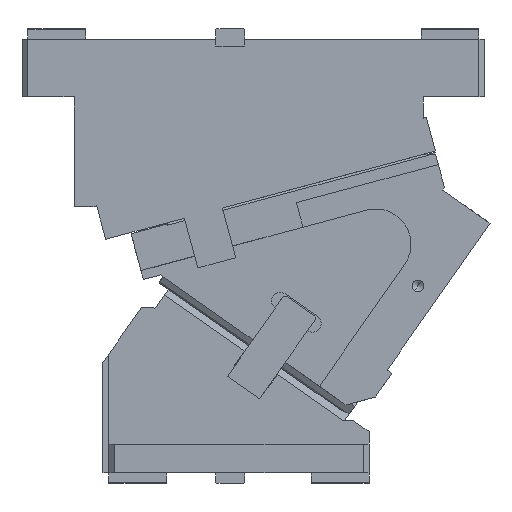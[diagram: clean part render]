
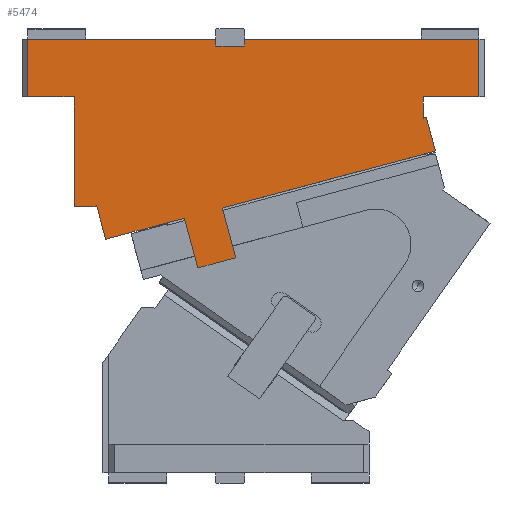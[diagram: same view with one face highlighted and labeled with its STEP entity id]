
A CAD part, front view. The second image highlights one B-rep face of the part: STEP entity #5474.
In plain terms, the highlighted planar face has unit normal (0, -1, 0).
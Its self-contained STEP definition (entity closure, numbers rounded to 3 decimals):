
#772=CARTESIAN_POINT('Vertex',(167.5,-150.,-6.)) ;
#775=CARTESIAN_POINT('Line Origine',(180.,-150.,-6.)) ;
#779=CARTESIAN_POINT('Vertex',(192.5,-150.,-6.)) ;
#805=CARTESIAN_POINT('Vertex',(192.5,-150.,0.)) ;
#813=CARTESIAN_POINT('Line Origine',(192.5,-150.,-3.)) ;
#1126=CARTESIAN_POINT('Vertex',(167.5,-150.,0.)) ;
#1129=CARTESIAN_POINT('Line Origine',(167.5,-150.,-3.)) ;
#1747=CARTESIAN_POINT('Vertex',(5.,-150.,-50.)) ;
#1750=CARTESIAN_POINT('Line Origine',(5.,-150.,-25.)) ;
#1754=CARTESIAN_POINT('Vertex',(5.,-150.,0.)) ;
#2043=CARTESIAN_POINT('Vertex',(45.,-150.,-50.)) ;
#2046=CARTESIAN_POINT('Line Origine',(25.,-150.,-50.)) ;
#2266=CARTESIAN_POINT('Line Origine',(86.25,-150.,0.)) ;
#3016=CARTESIAN_POINT('Vertex',(395.,-150.,0.)) ;
#3019=CARTESIAN_POINT('Line Origine',(395.,-150.,-25.)) ;
#3023=CARTESIAN_POINT('Vertex',(395.,-150.,-50.)) ;
#3582=CARTESIAN_POINT('Line Origine',(293.75,-150.,0.)) ;
#3787=CARTESIAN_POINT('Line Origine',(371.,-150.,-50.)) ;
#3791=CARTESIAN_POINT('Vertex',(347.,-150.,-50.)) ;
#3871=CARTESIAN_POINT('Vertex',(357.248,-150.,-96.727)) ;
#3887=CARTESIAN_POINT('Vertex',(349.483,-150.,-67.749)) ;
#3890=CARTESIAN_POINT('Line Origine',(353.366,-150.,-82.238)) ;
#3915=CARTESIAN_POINT('Vertex',(347.,-150.,-68.415)) ;
#3918=CARTESIAN_POINT('Line Origine',(348.242,-150.,-68.082)) ;
#4058=CARTESIAN_POINT('Line Origine',(347.,-150.,-59.207)) ;
#4821=CARTESIAN_POINT('Vertex',(61.18,-150.,-145.)) ;
#4824=CARTESIAN_POINT('Line Origine',(53.09,-150.,-145.)) ;
#4828=CARTESIAN_POINT('Vertex',(45.,-150.,-145.)) ;
#4879=CARTESIAN_POINT('Line Origine',(45.,-150.,-97.5)) ;
#5240=CARTESIAN_POINT('Vertex',(64.535,-150.,-144.101)) ;
#5243=CARTESIAN_POINT('Line Origine',(62.858,-150.,-144.551)) ;
#5273=CARTESIAN_POINT('Vertex',(151.915,-150.,-197.816)) ;
#5276=CARTESIAN_POINT('Line Origine',(146.156,-150.,-176.324)) ;
#5280=CARTESIAN_POINT('Vertex',(140.398,-150.,-154.832)) ;
#5395=CARTESIAN_POINT('Line Origine',(168.336,-150.,-193.416)) ;
#5399=CARTESIAN_POINT('Vertex',(184.756,-150.,-189.016)) ;
#5414=CARTESIAN_POINT('Axis2P3D Location',(0.,-150.,0.)) ;
#5419=CARTESIAN_POINT('Line Origine',(178.998,-150.,-167.524)) ;
#5423=CARTESIAN_POINT('Vertex',(173.239,-150.,-146.032)) ;
#5426=CARTESIAN_POINT('Line Origine',(265.243,-150.,-121.38)) ;
#5431=CARTESIAN_POINT('Line Origine',(68.417,-150.,-158.59)) ;
#5435=CARTESIAN_POINT('Vertex',(72.3,-150.,-173.079)) ;
#5438=CARTESIAN_POINT('Line Origine',(95.482,-150.,-166.867)) ;
#5442=CARTESIAN_POINT('Vertex',(118.664,-150.,-160.656)) ;
#5445=CARTESIAN_POINT('Line Origine',(129.531,-150.,-157.744)) ;
#776=DIRECTION('Vector Direction',(1.,0.,0.)) ;
#814=DIRECTION('Vector Direction',(0.,0.,-1.)) ;
#1130=DIRECTION('Vector Direction',(0.,0.,1.)) ;
#1751=DIRECTION('Vector Direction',(0.,0.,-1.)) ;
#2047=DIRECTION('Vector Direction',(1.,0.,0.)) ;
#2267=DIRECTION('Vector Direction',(1.,0.,0.)) ;
#3020=DIRECTION('Vector Direction',(0.,0.,1.)) ;
#3583=DIRECTION('Vector Direction',(1.,0.,0.)) ;
#3788=DIRECTION('Vector Direction',(-1.,0.,0.)) ;
#3891=DIRECTION('Vector Direction',(0.259,0.,-0.966)) ;
#3919=DIRECTION('Vector Direction',(0.966,0.,0.259)) ;
#4059=DIRECTION('Vector Direction',(0.,0.,-1.)) ;
#4825=DIRECTION('Vector Direction',(-1.,0.,0.)) ;
#4880=DIRECTION('Vector Direction',(0.,0.,-1.)) ;
#5244=DIRECTION('Vector Direction',(-0.966,0.,-0.259)) ;
#5277=DIRECTION('Vector Direction',(-0.259,0.,0.966)) ;
#5396=DIRECTION('Vector Direction',(0.966,0.,0.259)) ;
#5415=DIRECTION('Axis2P3D Direction',(0.,1.,0.)) ;
#5416=DIRECTION('Axis2P3D XDirection',(0.,0.,1.)) ;
#5420=DIRECTION('Vector Direction',(-0.259,0.,0.966)) ;
#5427=DIRECTION('Vector Direction',(-0.966,0.,-0.259)) ;
#5432=DIRECTION('Vector Direction',(0.259,0.,-0.966)) ;
#5439=DIRECTION('Vector Direction',(0.966,0.,0.259)) ;
#5446=DIRECTION('Vector Direction',(-0.966,0.,-0.259)) ;
#5417=AXIS2_PLACEMENT_3D('Plane Axis2P3D',#5414,#5415,#5416) ;
#5451=ORIENTED_EDGE('',*,*,#5425,.T.) ;
#5452=ORIENTED_EDGE('',*,*,#5430,.T.) ;
#5453=ORIENTED_EDGE('',*,*,#3894,.T.) ;
#5454=ORIENTED_EDGE('',*,*,#3922,.T.) ;
#5455=ORIENTED_EDGE('',*,*,#4062,.F.) ;
#5456=ORIENTED_EDGE('',*,*,#3793,.F.) ;
#5457=ORIENTED_EDGE('',*,*,#3025,.T.) ;
#5458=ORIENTED_EDGE('',*,*,#3586,.F.) ;
#5459=ORIENTED_EDGE('',*,*,#817,.T.) ;
#5460=ORIENTED_EDGE('',*,*,#781,.F.) ;
#5461=ORIENTED_EDGE('',*,*,#1133,.T.) ;
#5462=ORIENTED_EDGE('',*,*,#2270,.F.) ;
#5463=ORIENTED_EDGE('',*,*,#1756,.T.) ;
#5464=ORIENTED_EDGE('',*,*,#2050,.T.) ;
#5465=ORIENTED_EDGE('',*,*,#4883,.T.) ;
#5466=ORIENTED_EDGE('',*,*,#4830,.F.) ;
#5467=ORIENTED_EDGE('',*,*,#5247,.F.) ;
#5468=ORIENTED_EDGE('',*,*,#5437,.T.) ;
#5469=ORIENTED_EDGE('',*,*,#5444,.T.) ;
#5470=ORIENTED_EDGE('',*,*,#5449,.T.) ;
#5471=ORIENTED_EDGE('',*,*,#5282,.F.) ;
#5472=ORIENTED_EDGE('',*,*,#5401,.T.) ;
#777=VECTOR('Line Direction',#776,1.) ;
#815=VECTOR('Line Direction',#814,1.) ;
#1131=VECTOR('Line Direction',#1130,1.) ;
#1752=VECTOR('Line Direction',#1751,1.) ;
#2048=VECTOR('Line Direction',#2047,1.) ;
#2268=VECTOR('Line Direction',#2267,1.) ;
#3021=VECTOR('Line Direction',#3020,1.) ;
#3584=VECTOR('Line Direction',#3583,1.) ;
#3789=VECTOR('Line Direction',#3788,1.) ;
#3892=VECTOR('Line Direction',#3891,1.) ;
#3920=VECTOR('Line Direction',#3919,1.) ;
#4060=VECTOR('Line Direction',#4059,1.) ;
#4826=VECTOR('Line Direction',#4825,1.) ;
#4881=VECTOR('Line Direction',#4880,1.) ;
#5245=VECTOR('Line Direction',#5244,1.) ;
#5278=VECTOR('Line Direction',#5277,1.) ;
#5397=VECTOR('Line Direction',#5396,1.) ;
#5421=VECTOR('Line Direction',#5420,1.) ;
#5428=VECTOR('Line Direction',#5427,1.) ;
#5433=VECTOR('Line Direction',#5432,1.) ;
#5440=VECTOR('Line Direction',#5439,1.) ;
#5447=VECTOR('Line Direction',#5446,1.) ;
#5474=ADVANCED_FACE('CAM HOLDER',(#5473),#5418,.F.) ;
#781=EDGE_CURVE('',#773,#780,#778,.T.) ;
#817=EDGE_CURVE('',#806,#780,#816,.T.) ;
#1133=EDGE_CURVE('',#773,#1127,#1132,.T.) ;
#1756=EDGE_CURVE('',#1755,#1748,#1753,.T.) ;
#2050=EDGE_CURVE('',#1748,#2044,#2049,.T.) ;
#2270=EDGE_CURVE('',#1755,#1127,#2269,.T.) ;
#3025=EDGE_CURVE('',#3024,#3017,#3022,.T.) ;
#3586=EDGE_CURVE('',#806,#3017,#3585,.T.) ;
#3793=EDGE_CURVE('',#3024,#3792,#3790,.T.) ;
#3894=EDGE_CURVE('',#3872,#3888,#3893,.F.) ;
#3922=EDGE_CURVE('',#3888,#3916,#3921,.F.) ;
#4062=EDGE_CURVE('',#3792,#3916,#4061,.T.) ;
#4830=EDGE_CURVE('',#4822,#4829,#4827,.T.) ;
#4883=EDGE_CURVE('',#2044,#4829,#4882,.T.) ;
#5247=EDGE_CURVE('',#5241,#4822,#5246,.T.) ;
#5282=EDGE_CURVE('',#5274,#5281,#5279,.T.) ;
#5401=EDGE_CURVE('',#5274,#5400,#5398,.T.) ;
#5425=EDGE_CURVE('',#5400,#5424,#5422,.T.) ;
#5430=EDGE_CURVE('',#5424,#3872,#5429,.F.) ;
#5437=EDGE_CURVE('',#5241,#5436,#5434,.T.) ;
#5444=EDGE_CURVE('',#5436,#5443,#5441,.T.) ;
#5449=EDGE_CURVE('',#5443,#5281,#5448,.F.) ;
#5450=EDGE_LOOP('',(#5451,#5452,#5453,#5454,#5455,#5456,#5457,#5458,#5459,#5460,#5461,#5462,#5463,#5464,#5465,#5466,#5467,#5468,#5469,#5470,#5471,#5472)) ;
#5473=FACE_OUTER_BOUND('',#5450,.T.) ;
#778=LINE('Line',#775,#777) ;
#816=LINE('Line',#813,#815) ;
#1132=LINE('Line',#1129,#1131) ;
#1753=LINE('Line',#1750,#1752) ;
#2049=LINE('Line',#2046,#2048) ;
#2269=LINE('Line',#2266,#2268) ;
#3022=LINE('Line',#3019,#3021) ;
#3585=LINE('Line',#3582,#3584) ;
#3790=LINE('Line',#3787,#3789) ;
#3893=LINE('Line',#3890,#3892) ;
#3921=LINE('Line',#3918,#3920) ;
#4061=LINE('Line',#4058,#4060) ;
#4827=LINE('Line',#4824,#4826) ;
#4882=LINE('Line',#4879,#4881) ;
#5246=LINE('Line',#5243,#5245) ;
#5279=LINE('Line',#5276,#5278) ;
#5398=LINE('Line',#5395,#5397) ;
#5422=LINE('Line',#5419,#5421) ;
#5429=LINE('Line',#5426,#5428) ;
#5434=LINE('Line',#5431,#5433) ;
#5441=LINE('Line',#5438,#5440) ;
#5448=LINE('Line',#5445,#5447) ;
#5418=PLANE('Plane',#5417) ;
#773=VERTEX_POINT('',#772) ;
#780=VERTEX_POINT('',#779) ;
#806=VERTEX_POINT('',#805) ;
#1127=VERTEX_POINT('',#1126) ;
#1748=VERTEX_POINT('',#1747) ;
#1755=VERTEX_POINT('',#1754) ;
#2044=VERTEX_POINT('',#2043) ;
#3017=VERTEX_POINT('',#3016) ;
#3024=VERTEX_POINT('',#3023) ;
#3792=VERTEX_POINT('',#3791) ;
#3872=VERTEX_POINT('',#3871) ;
#3888=VERTEX_POINT('',#3887) ;
#3916=VERTEX_POINT('',#3915) ;
#4822=VERTEX_POINT('',#4821) ;
#4829=VERTEX_POINT('',#4828) ;
#5241=VERTEX_POINT('',#5240) ;
#5274=VERTEX_POINT('',#5273) ;
#5281=VERTEX_POINT('',#5280) ;
#5400=VERTEX_POINT('',#5399) ;
#5424=VERTEX_POINT('',#5423) ;
#5436=VERTEX_POINT('',#5435) ;
#5443=VERTEX_POINT('',#5442) ;
